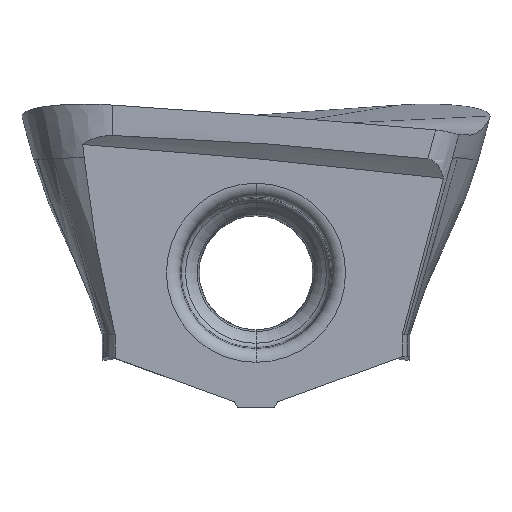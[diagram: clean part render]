
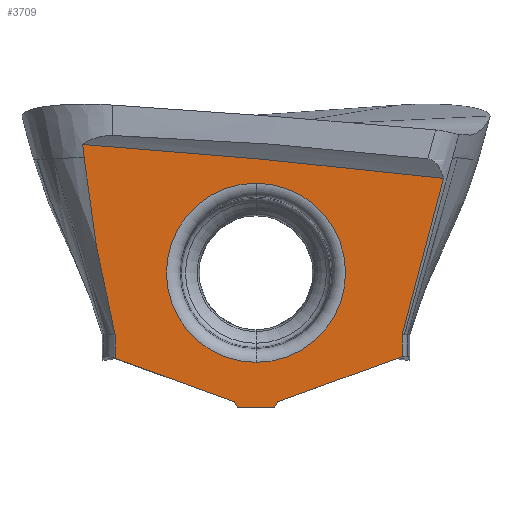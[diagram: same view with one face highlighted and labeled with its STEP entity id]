
A CAD part, front view. The second image highlights one B-rep face of the part: STEP entity #3709.
In plain terms, the highlighted planar face has unit normal (0, -1, 0).
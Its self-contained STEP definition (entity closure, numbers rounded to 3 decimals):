
#146=CARTESIAN_POINT('',(-6.39,0.,
4.734));
#151=CARTESIAN_POINT('',(-6.39,0.,
4.734));
#152=CARTESIAN_POINT('',(-6.385,0.,
4.678));
#153=CARTESIAN_POINT('',(-6.373,0.,
4.568));
#154=CARTESIAN_POINT('',(-6.355,0.,
4.403));
#155=CARTESIAN_POINT('',(-6.344,0.,4.293));
#156=CARTESIAN_POINT('',(-6.338,0.,4.238));
#218=DIRECTION('',(-0.94,0.,-0.342));
#219=VECTOR('',#218,4.881);
#220=CARTESIAN_POINT('',(5.391,0.,
-3.091));
#221=LINE('',#220,#219);
#225=DIRECTION('',(-0.574,0.,-0.819));
#226=VECTOR('',#225,0.268);
#227=CARTESIAN_POINT('',(0.804,0.,
-4.76));
#228=LINE('',#227,#226);
#232=DIRECTION('',(-1.,0.,0.));
#233=VECTOR('',#232,1.3);
#234=CARTESIAN_POINT('',(0.65,0.,-4.98));
#235=LINE('',#234,#233);
#239=DIRECTION('',(-0.574,0.,0.819));
#240=VECTOR('',#239,0.268);
#241=CARTESIAN_POINT('',(-0.65,0.,-4.98));
#242=LINE('',#241,#240);
#246=DIRECTION('',(-0.94,0.,0.342));
#247=VECTOR('',#246,4.679);
#248=CARTESIAN_POINT('',(-0.804,0.,
-4.76));
#249=LINE('',#248,#247);
#253=DIRECTION('',(0.,0.,1.));
#254=VECTOR('',#253,0.88);
#255=CARTESIAN_POINT('',(-5.2,0.,
-3.16));
#256=LINE('',#255,#254);
#260=CARTESIAN_POINT('',(-6.39,0.,
4.734));
#261=CARTESIAN_POINT('',(-4.939,0.,
4.626));
#262=CARTESIAN_POINT('',(-2.018,0.,
4.403));
#263=CARTESIAN_POINT('',(2.419,0.,3.984));
#264=CARTESIAN_POINT('',(5.411,0.,
3.655));
#265=CARTESIAN_POINT('',(6.916,0.,
3.483));
#270=DIRECTION('',(0.,0.,-1.));
#271=VECTOR('',#270,0.811);
#272=CARTESIAN_POINT('',(5.392,0.,
-2.28));
#273=LINE('',#272,#271);
#277=CARTESIAN_POINT('',(5.392,0.,
-3.091));
#278=CARTESIAN_POINT('',(5.392,0.,
-3.091));
#279=CARTESIAN_POINT('',(5.391,0.,
-3.091));
#280=CARTESIAN_POINT('',(5.391,0.,
-3.091));
#285=CARTESIAN_POINT('',(0.,0.,
0.));
#286=DIRECTION('',(0.,-1.,0.));
#287=DIRECTION('',(0.,0.,1.));
#288=AXIS2_PLACEMENT_3D('',#285,#286,#287);
#293=CARTESIAN_POINT('',(0.,0.,
0.));
#294=DIRECTION('',(0.,-1.,0.));
#295=DIRECTION('',(-0.006,0.,1.));
#296=AXIS2_PLACEMENT_3D('',#293,#294,#295);
#301=CARTESIAN_POINT('',(0.,0.,
0.));
#302=DIRECTION('',(0.,-1.,0.));
#303=DIRECTION('',(0.,0.,-1.));
#304=AXIS2_PLACEMENT_3D('',#301,#302,#303);
#309=CARTESIAN_POINT('',(0.,0.,
0.));
#310=DIRECTION('',(0.,-1.,0.));
#311=DIRECTION('',(0.006,0.,-1.));
#312=AXIS2_PLACEMENT_3D('',#309,#310,#311);
#1843=CARTESIAN_POINT('',(5.392,0.,
-2.28));
#1844=CARTESIAN_POINT('',(5.562,0.,
-1.638));
#1845=CARTESIAN_POINT('',(5.901,0.,
-0.355));
#1846=CARTESIAN_POINT('',(6.409,0.,
1.566));
#1847=CARTESIAN_POINT('',(6.747,0.,
2.845));
#1848=CARTESIAN_POINT('',(6.916,0.,
3.483));
#2195=CARTESIAN_POINT('',(-6.338,0.,
4.238));
#2196=CARTESIAN_POINT('',(-6.279,0.,
3.679));
#2197=CARTESIAN_POINT('',(-6.145,0.,
2.569));
#2198=CARTESIAN_POINT('',(-5.885,0.,
0.926));
#2199=CARTESIAN_POINT('',(-5.57,0.,
-0.692));
#2200=CARTESIAN_POINT('',(-5.329,0.,
-1.754));
#2201=CARTESIAN_POINT('',(-5.2,0.,
-2.28));
#2732=VERTEX_POINT('',#146);
#2733=VERTEX_POINT('',#156);
#2737=VERTEX_POINT('',#265);
#2738=CARTESIAN_POINT('',(5.391,0.,
-3.091));
#2739=CARTESIAN_POINT('',(0.804,0.,
-4.76));
#2740=VERTEX_POINT('',#2738);
#2741=VERTEX_POINT('',#2739);
#2742=CARTESIAN_POINT('',(0.65,0.,-4.98));
#2743=VERTEX_POINT('',#2742);
#2744=CARTESIAN_POINT('',(-0.65,0.,-4.98));
#2745=VERTEX_POINT('',#2744);
#2746=CARTESIAN_POINT('',(-0.804,0.,
-4.76));
#2747=VERTEX_POINT('',#2746);
#2748=CARTESIAN_POINT('',(-5.2,0.,
-3.16));
#2749=VERTEX_POINT('',#2748);
#2750=CARTESIAN_POINT('',(-5.2,0.,
-2.28));
#2751=VERTEX_POINT('',#2750);
#2752=VERTEX_POINT('',#1843);
#2753=CARTESIAN_POINT('',(5.392,0.,
-3.091));
#2754=VERTEX_POINT('',#2753);
#2755=CARTESIAN_POINT('',(-0.018,0.,
3.303));
#2756=CARTESIAN_POINT('',(0.,0.,
-3.303));
#2757=VERTEX_POINT('',#2755);
#2758=VERTEX_POINT('',#2756);
#2759=CARTESIAN_POINT('',(0.,0.,
3.303));
#2760=VERTEX_POINT('',#2759);
#2761=CARTESIAN_POINT('',(0.018,0.,
-3.303));
#2762=VERTEX_POINT('',#2761);
#3670=CARTESIAN_POINT('',(0.53,0.,-0.834));
#3671=DIRECTION('',(0.,-1.,0.));
#3672=DIRECTION('',(0.335,0.,0.942));
#3673=AXIS2_PLACEMENT_3D('',#3670,#3671,#3672);
#3674=PLANE('',#3673);
#3676=ORIENTED_EDGE('',*,*,#3675,.T.);
#3678=ORIENTED_EDGE('',*,*,#3677,.T.);
#3680=ORIENTED_EDGE('',*,*,#3679,.T.);
#3682=ORIENTED_EDGE('',*,*,#3681,.T.);
#3684=ORIENTED_EDGE('',*,*,#3683,.T.);
#3686=ORIENTED_EDGE('',*,*,#3685,.T.);
#3688=ORIENTED_EDGE('',*,*,#3687,.F.);
#3689=ORIENTED_EDGE('',*,*,#3565,.F.);
#3690=ORIENTED_EDGE('',*,*,#3661,.T.);
#3692=ORIENTED_EDGE('',*,*,#3691,.F.);
#3694=ORIENTED_EDGE('',*,*,#3693,.T.);
#3696=ORIENTED_EDGE('',*,*,#3695,.T.);
#3697=EDGE_LOOP('',(#3676,#3678,#3680,#3682,#3684,#3686,#3688,#3689,#3690,#3692,
#3694,#3696));
#3698=FACE_OUTER_BOUND('',#3697,.F.);
#3700=ORIENTED_EDGE('',*,*,#3699,.T.);
#3702=ORIENTED_EDGE('',*,*,#3701,.T.);
#3704=ORIENTED_EDGE('',*,*,#3703,.T.);
#3706=ORIENTED_EDGE('',*,*,#3705,.T.);
#3707=EDGE_LOOP('',(#3700,#3702,#3704,#3706));
#3708=FACE_BOUND('',#3707,.F.);
#157=B_SPLINE_CURVE_WITH_KNOTS('',3,(#151,#152,#153,#154,#155,#156),
.UNSPECIFIED.,.F.,.F.,(4,1,1,4),(0.,0.333,0.667,1.),
.UNSPECIFIED.);
#266=B_SPLINE_CURVE_WITH_KNOTS('',3,(#260,#261,#262,#263,#264,#265),
.UNSPECIFIED.,.F.,.F.,(4,1,1,4),(0.,0.333,0.667,1.),
.UNSPECIFIED.);
#281=B_SPLINE_CURVE_WITH_KNOTS('',3,(#277,#278,#279,#280),.UNSPECIFIED.,.F.,.F.,
(4,4),(0.,1.),.UNSPECIFIED.);
#289=CIRCLE('',#288,3.303);
#297=CIRCLE('',#296,3.303);
#305=CIRCLE('',#304,3.303);
#313=CIRCLE('',#312,3.303);
#1849=B_SPLINE_CURVE_WITH_KNOTS('',3,(#1843,#1844,#1845,#1846,#1847,#1848),
.UNSPECIFIED.,.F.,.F.,(4,1,1,4),(0.,0.333,0.667,1.),
.UNSPECIFIED.);
#2202=B_SPLINE_CURVE_WITH_KNOTS('',3,(#2195,#2196,#2197,#2198,#2199,#2200,
#2201),.UNSPECIFIED.,.F.,.F.,(4,1,1,1,4),(0.,0.25,0.5,0.75,1.),
.UNSPECIFIED.);
#3565=EDGE_CURVE('',#2732,#2733,#157,.T.);
#3661=EDGE_CURVE('',#2732,#2737,#266,.T.);
#3675=EDGE_CURVE('',#2740,#2741,#221,.T.);
#3677=EDGE_CURVE('',#2741,#2743,#228,.T.);
#3679=EDGE_CURVE('',#2743,#2745,#235,.T.);
#3681=EDGE_CURVE('',#2745,#2747,#242,.T.);
#3683=EDGE_CURVE('',#2747,#2749,#249,.T.);
#3685=EDGE_CURVE('',#2749,#2751,#256,.T.);
#3687=EDGE_CURVE('',#2733,#2751,#2202,.T.);
#3691=EDGE_CURVE('',#2752,#2737,#1849,.T.);
#3693=EDGE_CURVE('',#2752,#2754,#273,.T.);
#3695=EDGE_CURVE('',#2754,#2740,#281,.T.);
#3699=EDGE_CURVE('',#2760,#2757,#289,.T.);
#3701=EDGE_CURVE('',#2757,#2758,#297,.T.);
#3703=EDGE_CURVE('',#2758,#2762,#305,.T.);
#3705=EDGE_CURVE('',#2762,#2760,#313,.T.);
#3709=ADVANCED_FACE('',(#3698,#3708),#3674,.T.);
